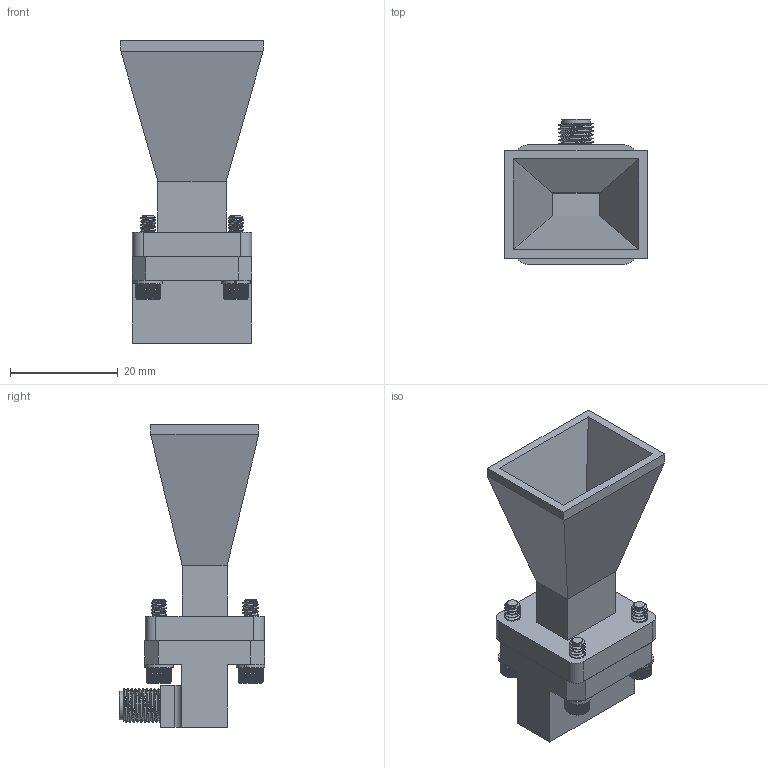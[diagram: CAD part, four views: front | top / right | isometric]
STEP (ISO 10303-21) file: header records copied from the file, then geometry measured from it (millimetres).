
FILE_DESCRIPTION (( 'STEP AP214' ), '1' );
FILE_NAME ('PEWAN034-15KF_3D.STEP', '2021-10-07T20:48:59', ( '' ), ( '' ), 'SwSTEP 2.0', 'SolidWorks 2021', '' );
FILE_SCHEMA (( 'AUTOMOTIVE_DESIGN' ));
Length unit declared in the file: inch
Products named in the file (5): PEWAN034-15; PEWAN034-15KF_3D; 4-40SH-HXx.5_92196A110; 4-LW; PE9827
Assembly tree (10 placements, depth 2):
  PEWAN034-15KF_3D
    4-40SH-HXx.5_92196A110  x4
    4-LW  x4
    PE9827
    PEWAN034-15
Bounding box: 26.47 x 27.02 x 56.13 mm (x, y, z)
Volume: 10473 mm3; surface area: 9903.6 mm2
Topology: 10 solids, 12 shells, 997 faces, 2360 edges, 1401 vertices
Faces by surface type: plane 635, cone 298, cylinder 48, bspline 16
Full cylindrical faces by diameter (mm): 0.914 x1, 1.168 x1, 2.646 x6, 2.794 x2, 2.92 x1, 2.946 x4, 2.95 x4, 4.623 x1, 5.334 x1
Entity records: 16425 total; most frequent: CARTESIAN_POINT 8292, ORIENTED_EDGE 1736, DIRECTION 1418, EDGE_CURVE 868, VERTEX_POINT 552, AXIS2_PLACEMENT_3D 532, EDGE_LOOP 428, FACE_OUTER_BOUND 384
